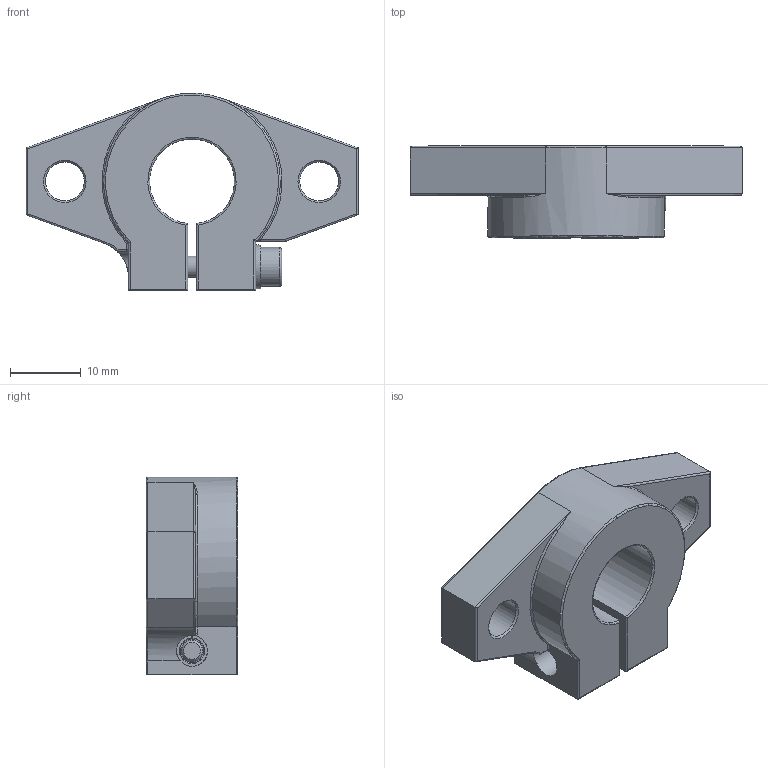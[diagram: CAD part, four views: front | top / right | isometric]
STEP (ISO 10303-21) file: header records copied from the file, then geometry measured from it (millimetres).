
FILE_DESCRIPTION(/* description */ ('','CAx-IF Rec.Pracs.---Representation and Presentation of Product Manufacturing Information (PMI)---3.8---2014-02-18'),/* implementation_level */ '2;1');
FILE_NAME(/* name */ 'SHF12 12mm horizontal linear shaft support.stp',/* time_stamp */ '2017-06-25T21:26:21+02:00',/* author */ ('Peca'),/* organization */ (''),/* preprocessor_version */ 'ST-DEVELOPER v16.13',/* originating_system */ 'Autodesk Inventor 2018',/* authorisation */ ' ');
FILE_SCHEMA (('AP242_MANAGED_MODEL_BASED_3D_ENGINEERING_MIM_LF { 1 0 10303 442 1 1 4 }'));
Length unit declared in the file: millimetre
Products named in the file (4): GWFL64640512; 1; EL. PODLOŠKA 3; VIJAK M3x16
Assembly tree (3 placements, depth 2):
  GWFL64640512
    1
    EL. PODLOŠKA 3
    VIJAK M3x16
Bounding box: 47 x 13 x 28 mm (x, y, z)
Volume: 7768.3 mm3; surface area: 4311.3 mm2
Topology: 3 solids, 3 shells, 92 faces, 214 edges, 126 vertices
Faces by surface type: cylinder 40, plane 30, torus 13, cone 6, bspline 3
Full cylindrical faces by diameter (mm): 3 x1, 4.4 x2, 5.5 x3
Entity records: 2886 total; most frequent: CARTESIAN_POINT 700, DIRECTION 450, ORIENTED_EDGE 392, EDGE_CURVE 196, AXIS2_PLACEMENT_3D 179, VERTEX_POINT 124, EDGE_LOOP 114, LINE 92
